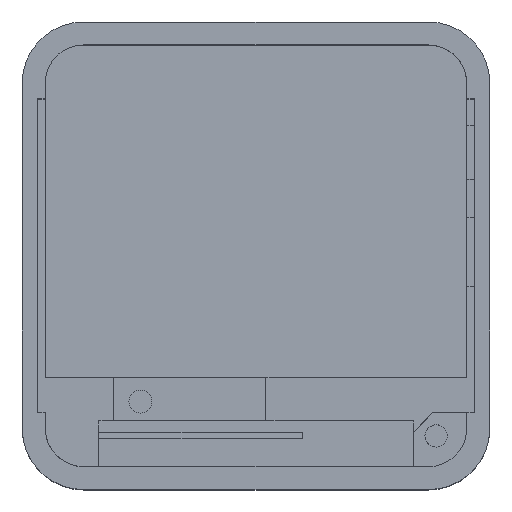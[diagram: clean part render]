
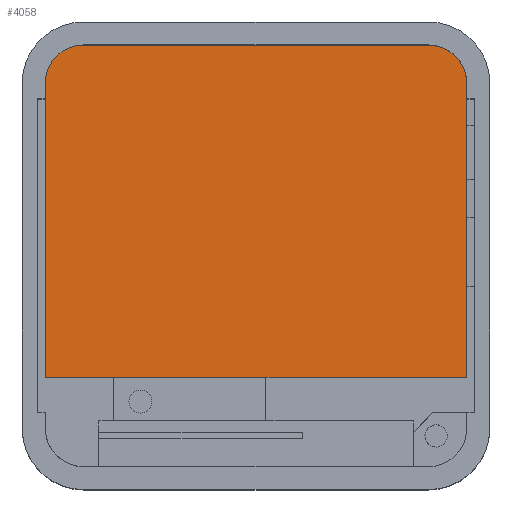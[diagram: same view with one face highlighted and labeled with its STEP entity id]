
A CAD part, top view. The second image highlights one B-rep face of the part: STEP entity #4058.
In plain terms, the highlighted planar face has unit normal (0, 0, 1).
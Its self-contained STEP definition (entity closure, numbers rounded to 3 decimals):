
#167=CIRCLE('',#4298,5.);
#296=FACE_OUTER_BOUND('',#518,.T.);
#518=EDGE_LOOP('',(#2893,#2894,#2895,#2896,#2897,#2898,#2899,#2900,#2901,
#2902,#2903,#2904,#2905,#2906,#2907));
#844=LINE('',#5965,#1315);
#852=LINE('',#5980,#1323);
#856=LINE('',#5988,#1327);
#860=LINE('',#5996,#1331);
#878=LINE('',#6034,#1349);
#884=LINE('',#6044,#1355);
#888=LINE('',#6052,#1359);
#889=LINE('',#6053,#1360);
#890=LINE('',#6055,#1361);
#891=LINE('',#6057,#1362);
#892=LINE('',#6058,#1363);
#893=LINE('',#6060,#1364);
#894=LINE('',#6062,#1365);
#895=LINE('',#6063,#1366);
#1315=VECTOR('',#4773,10.);
#1323=VECTOR('',#4783,10.);
#1327=VECTOR('',#4787,10.);
#1331=VECTOR('',#4791,10.);
#1349=VECTOR('',#4813,10.);
#1355=VECTOR('',#4821,10.);
#1359=VECTOR('',#4827,10.);
#1360=VECTOR('',#4828,10.);
#1361=VECTOR('',#4829,10.);
#1362=VECTOR('',#4830,10.);
#1363=VECTOR('',#4831,10.);
#1364=VECTOR('',#4832,10.);
#1365=VECTOR('',#4833,10.);
#1366=VECTOR('',#4834,10.);
#1788=VERTEX_POINT('',#5954);
#1789=VERTEX_POINT('',#5956);
#1792=VERTEX_POINT('',#5964);
#1797=VERTEX_POINT('',#5977);
#1798=VERTEX_POINT('',#5979);
#1801=VERTEX_POINT('',#5985);
#1802=VERTEX_POINT('',#5987);
#1805=VERTEX_POINT('',#5993);
#1806=VERTEX_POINT('',#5995);
#1824=VERTEX_POINT('',#6033);
#1830=VERTEX_POINT('',#6051);
#1831=VERTEX_POINT('',#6054);
#1832=VERTEX_POINT('',#6056);
#1833=VERTEX_POINT('',#6059);
#1834=VERTEX_POINT('',#6061);
#2202=EDGE_CURVE('',#1789,#1788,#167,.T.);
#2206=EDGE_CURVE('',#1789,#1792,#844,.T.);
#2214=EDGE_CURVE('',#1797,#1798,#852,.T.);
#2218=EDGE_CURVE('',#1801,#1802,#856,.T.);
#2222=EDGE_CURVE('',#1805,#1806,#860,.T.);
#2241=EDGE_CURVE('',#1824,#1792,#878,.T.);
#2247=EDGE_CURVE('',#1797,#1824,#884,.T.);
#2251=EDGE_CURVE('',#1830,#1788,#888,.T.);
#2252=EDGE_CURVE('',#1806,#1830,#889,.T.);
#2253=EDGE_CURVE('',#1831,#1805,#890,.T.);
#2254=EDGE_CURVE('',#1831,#1832,#891,.T.);
#2255=EDGE_CURVE('',#1832,#1802,#892,.T.);
#2256=EDGE_CURVE('',#1833,#1801,#893,.T.);
#2257=EDGE_CURVE('',#1833,#1834,#894,.T.);
#2258=EDGE_CURVE('',#1834,#1798,#895,.T.);
#2893=ORIENTED_EDGE('',*,*,#2241,.T.);
#2894=ORIENTED_EDGE('',*,*,#2206,.F.);
#2895=ORIENTED_EDGE('',*,*,#2202,.T.);
#2896=ORIENTED_EDGE('',*,*,#2251,.F.);
#2897=ORIENTED_EDGE('',*,*,#2252,.F.);
#2898=ORIENTED_EDGE('',*,*,#2222,.F.);
#2899=ORIENTED_EDGE('',*,*,#2253,.F.);
#2900=ORIENTED_EDGE('',*,*,#2254,.T.);
#2901=ORIENTED_EDGE('',*,*,#2255,.T.);
#2902=ORIENTED_EDGE('',*,*,#2218,.F.);
#2903=ORIENTED_EDGE('',*,*,#2256,.F.);
#2904=ORIENTED_EDGE('',*,*,#2257,.T.);
#2905=ORIENTED_EDGE('',*,*,#2258,.T.);
#2906=ORIENTED_EDGE('',*,*,#2214,.F.);
#2907=ORIENTED_EDGE('',*,*,#2247,.T.);
#3909=PLANE('',#4305);
#4058=ADVANCED_FACE('',(#296),#3909,.T.);
#4298=AXIS2_PLACEMENT_3D('',#5957,#4765,#4766);
#4305=AXIS2_PLACEMENT_3D('',#6050,#4825,#4826);
#4765=DIRECTION('center_axis',(0.,0.,1.));
#4766=DIRECTION('ref_axis',(0.,1.,0.));
#4773=DIRECTION('',(0.,-1.,0.));
#4783=DIRECTION('',(1.,0.,0.));
#4787=DIRECTION('',(1.,0.,0.));
#4791=DIRECTION('',(1.,0.,0.));
#4813=DIRECTION('',(1.,0.,0.));
#4821=DIRECTION('',(0.,-1.,0.));
#4825=DIRECTION('center_axis',(0.,0.,1.));
#4826=DIRECTION('ref_axis',(-1.,0.,0.));
#4827=DIRECTION('',(-1.,0.,0.));
#4828=DIRECTION('',(0.,-1.,0.));
#4829=DIRECTION('',(0.,-1.,0.));
#4830=DIRECTION('',(-1.,0.,0.));
#4831=DIRECTION('',(0.,-1.,0.));
#4832=DIRECTION('',(0.,-1.,0.));
#4833=DIRECTION('',(-1.,0.,0.));
#4834=DIRECTION('',(0.,-1.,0.));
#5954=CARTESIAN_POINT('',(27.484,22.905,1.));
#5956=CARTESIAN_POINT('',(27.5,22.5,1.));
#5957=CARTESIAN_POINT('Origin',(22.5,22.5,1.));
#5964=CARTESIAN_POINT('',(27.5,-15.8,1.));
#5965=CARTESIAN_POINT('',(27.5,13.938,1.));
#5977=CARTESIAN_POINT('',(-27.5,27.5,1.));
#5979=CARTESIAN_POINT('',(-26.628,27.5,1.));
#5980=CARTESIAN_POINT('',(-25.,27.5,1.));
#5985=CARTESIAN_POINT('',(-24.128,27.5,1.));
#5987=CARTESIAN_POINT('',(23.379,27.5,1.));
#5988=CARTESIAN_POINT('',(-25.,27.5,1.));
#5993=CARTESIAN_POINT('',(25.879,27.5,1.));
#5995=CARTESIAN_POINT('',(27.484,27.5,1.));
#5996=CARTESIAN_POINT('',(-25.,27.5,1.));
#6033=CARTESIAN_POINT('',(-27.5,-15.8,1.));
#6034=CARTESIAN_POINT('',(3.152,-15.8,1.));
#6044=CARTESIAN_POINT('',(-27.5,-8.562,1.));
#6050=CARTESIAN_POINT('Origin',(0.,5.375,
1.));
#6051=CARTESIAN_POINT('',(27.484,22.905,1.));
#6052=CARTESIAN_POINT('',(24.992,22.905,1.));
#6053=CARTESIAN_POINT('',(27.484,25.203,1.));
#6054=CARTESIAN_POINT('',(25.879,28.,1.));
#6055=CARTESIAN_POINT('',(25.879,27.75,1.));
#6056=CARTESIAN_POINT('',(23.379,28.,1.));
#6057=CARTESIAN_POINT('',(24.629,28.,1.));
#6058=CARTESIAN_POINT('',(23.379,27.75,1.));
#6059=CARTESIAN_POINT('',(-24.128,28.,1.));
#6060=CARTESIAN_POINT('',(-24.128,27.75,1.));
#6061=CARTESIAN_POINT('',(-26.628,28.,1.));
#6062=CARTESIAN_POINT('',(-25.378,28.,1.));
#6063=CARTESIAN_POINT('',(-26.628,27.75,1.));
